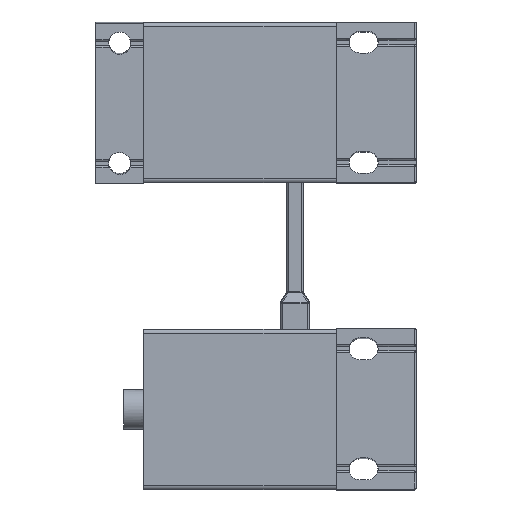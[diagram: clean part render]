
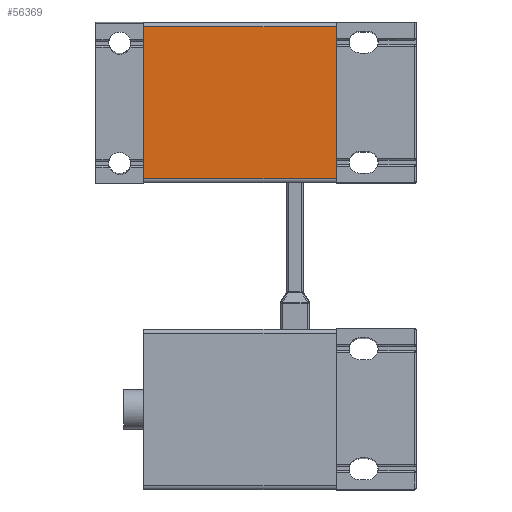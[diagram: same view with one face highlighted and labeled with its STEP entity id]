
A CAD part, left-side view. The second image highlights one B-rep face of the part: STEP entity #56369.
In plain terms, the highlighted planar face has unit normal (-1, 0, 0).
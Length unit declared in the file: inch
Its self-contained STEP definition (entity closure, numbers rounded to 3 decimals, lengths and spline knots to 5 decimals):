
#665 = DIRECTION ( 'NONE',  ( 0., 0., 1. ) ) ;
#1274 = VERTEX_POINT ( 'NONE', #34735 ) ;
#3042 = DIRECTION ( 'NONE',  ( 0., 0., 1. ) ) ;
#3464 = LINE ( 'NONE', #132781, #67843 ) ;
#10272 = DIRECTION ( 'NONE',  ( 0., 0., 1. ) ) ;
#11967 = VERTEX_POINT ( 'NONE', #16742 ) ;
#13972 = VECTOR ( 'NONE', #31861, 39.37008 ) ;
#16742 = CARTESIAN_POINT ( 'NONE',  ( -0.7874, 0.11811, -0.74803 ) ) ;
#19914 = CARTESIAN_POINT ( 'NONE',  ( -0.7874, 0.11811, 0.74803 ) ) ;
#29242 = LINE ( 'NONE', #129968, #13972 ) ;
#30801 = EDGE_CURVE ( 'NONE', #11967, #156815, #51088, .T. ) ;
#31861 = DIRECTION ( 'NONE',  ( 0., 1., 0. ) ) ;
#34735 = CARTESIAN_POINT ( 'NONE',  ( -0.7874, -1.77165, -0.74803 ) ) ;
#36184 = ORIENTED_EDGE ( 'NONE', *, *, #30801, .F. ) ;
#36751 = CARTESIAN_POINT ( 'NONE',  ( -0.7874, 0.11811, 0. ) ) ;
#39123 = DIRECTION ( 'NONE',  ( -1., 0., 0. ) ) ;
#40158 = CARTESIAN_POINT ( 'NONE',  ( -0.7874, 0., 0. ) ) ;
#51088 = LINE ( 'NONE', #36751, #73750 ) ;
#51513 = CARTESIAN_POINT ( 'NONE',  ( -0.7874, -1.77165, 0.74803 ) ) ;
#54482 = EDGE_CURVE ( 'NONE', #1274, #11967, #29242, .T. ) ;
#56369 = ADVANCED_FACE ( 'NONE', ( #90070 ), #148450, .T. ) ;
#56451 = EDGE_CURVE ( 'NONE', #117706, #156815, #65271, .T. ) ;
#57664 = VECTOR ( 'NONE', #75078, 39.37008 ) ;
#65271 = LINE ( 'NONE', #113360, #57664 ) ;
#67843 = VECTOR ( 'NONE', #10272, 39.37008 ) ;
#73750 = VECTOR ( 'NONE', #665, 39.37008 ) ;
#75078 = DIRECTION ( 'NONE',  ( 0., 1., 0. ) ) ;
#77177 = AXIS2_PLACEMENT_3D ( 'NONE', #40158, #39123, #3042 ) ;
#78628 = EDGE_LOOP ( 'NONE', ( #121789, #36184, #141880, #128685 ) ) ;
#90070 = FACE_OUTER_BOUND ( 'NONE', #78628, .T. ) ;
#113360 = CARTESIAN_POINT ( 'NONE',  ( -0.7874, 0., 0.74803 ) ) ;
#117706 = VERTEX_POINT ( 'NONE', #51513 ) ;
#121789 = ORIENTED_EDGE ( 'NONE', *, *, #56451, .T. ) ;
#126783 = EDGE_CURVE ( 'NONE', #1274, #117706, #3464, .T. ) ;
#128685 = ORIENTED_EDGE ( 'NONE', *, *, #126783, .T. ) ;
#129968 = CARTESIAN_POINT ( 'NONE',  ( -0.7874, -0.84646, -0.74803 ) ) ;
#132781 = CARTESIAN_POINT ( 'NONE',  ( -0.7874, -1.77165, 0. ) ) ;
#141880 = ORIENTED_EDGE ( 'NONE', *, *, #54482, .F. ) ;
#148450 = PLANE ( 'NONE',  #77177 ) ;
#156815 = VERTEX_POINT ( 'NONE', #19914 ) ;
